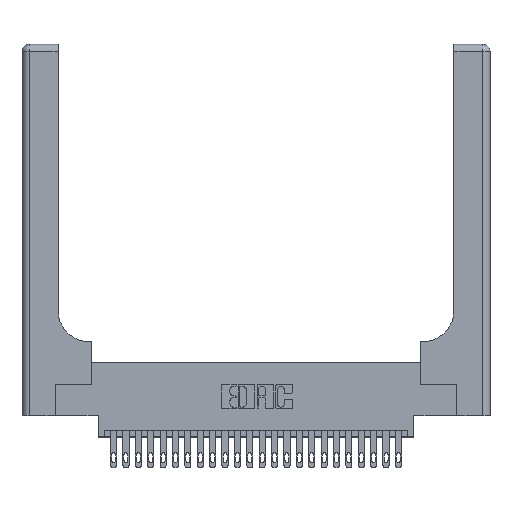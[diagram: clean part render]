
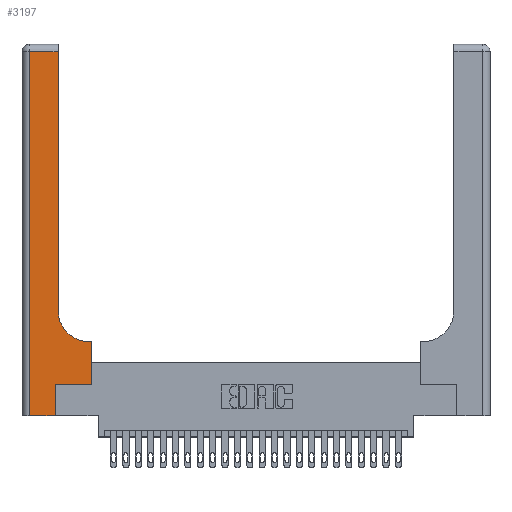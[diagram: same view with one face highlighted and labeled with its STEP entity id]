
A CAD part, top view. The second image highlights one B-rep face of the part: STEP entity #3197.
In plain terms, the highlighted planar face has unit normal (0, 0, 1).
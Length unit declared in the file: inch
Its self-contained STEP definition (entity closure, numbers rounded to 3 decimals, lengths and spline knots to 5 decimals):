
#534 = VERTEX_POINT ( 'NONE', #18991 ) ;
#711 = CARTESIAN_POINT ( 'NONE',  ( 0.5415, 0.6, 0.37 ) ) ;
#719 = VERTEX_POINT ( 'NONE', #9269 ) ;
#1715 = ORIENTED_EDGE ( 'NONE', *, *, #22320, .T. ) ;
#1992 = DIRECTION ( 'NONE',  ( 0., -1., 0. ) ) ;
#2077 = CARTESIAN_POINT ( 'NONE',  ( 0.2915, 3., 0.37 ) ) ;
#2795 = VECTOR ( 'NONE', #1992, 39.37008 ) ;
#3108 = VERTEX_POINT ( 'NONE', #711 ) ;
#3197 = ADVANCED_FACE ( 'NONE', ( #17998 ), #6492, .F. ) ;
#3413 = CARTESIAN_POINT ( 'NONE',  ( 0.2915, 0.85, 0.37 ) ) ;
#3489 = CARTESIAN_POINT ( 'NONE',  ( 0.269, 0.25, 0.37 ) ) ;
#3716 = LINE ( 'NONE', #3489, #14607 ) ;
#3874 = AXIS2_PLACEMENT_3D ( 'NONE', #23403, #15363, #4985 ) ;
#3916 = VERTEX_POINT ( 'NONE', #3413 ) ;
#4365 = VECTOR ( 'NONE', #19423, 39.37008 ) ;
#4577 = EDGE_CURVE ( 'NONE', #21551, #9248, #14739, .T. ) ;
#4936 = ORIENTED_EDGE ( 'NONE', *, *, #25254, .T. ) ;
#4985 = DIRECTION ( 'NONE',  ( 1., 0., 0. ) ) ;
#5078 = EDGE_CURVE ( 'NONE', #534, #17494, #13782, .T. ) ;
#5300 = DIRECTION ( 'NONE',  ( 1., 0., 0. ) ) ;
#5754 = CARTESIAN_POINT ( 'NONE',  ( 0., 0., 0.37 ) ) ;
#6492 = PLANE ( 'NONE',  #19878 ) ;
#6917 = EDGE_CURVE ( 'NONE', #17494, #23116, #24530, .T. ) ;
#7763 = EDGE_LOOP ( 'NONE', ( #20196, #15033, #4936, #10433, #12578, #9528, #12556, #21671, #1715 ) ) ;
#7930 = DIRECTION ( 'NONE',  ( -1., 0., 0. ) ) ;
#8372 = VERTEX_POINT ( 'NONE', #10141 ) ;
#8552 = DIRECTION ( 'NONE',  ( -1., 0., 0. ) ) ;
#9248 = VERTEX_POINT ( 'NONE', #21772 ) ;
#9269 = CARTESIAN_POINT ( 'NONE',  ( 0.06, 2.94, 0.37 ) ) ;
#9305 = VECTOR ( 'NONE', #25666, 39.37008 ) ;
#9528 = ORIENTED_EDGE ( 'NONE', *, *, #11053, .T. ) ;
#9567 = LINE ( 'NONE', #24384, #9880 ) ;
#9880 = VECTOR ( 'NONE', #7930, 39.37008 ) ;
#10141 = CARTESIAN_POINT ( 'NONE',  ( 0.2915, 2.94, 0.37 ) ) ;
#10433 = ORIENTED_EDGE ( 'NONE', *, *, #5078, .T. ) ;
#10465 = EDGE_CURVE ( 'NONE', #8372, #719, #20710, .T. ) ;
#10629 = CARTESIAN_POINT ( 'NONE',  ( 0.5585, 0.25, 0.37 ) ) ;
#11053 = EDGE_CURVE ( 'NONE', #23116, #21551, #3716, .T. ) ;
#12556 = ORIENTED_EDGE ( 'NONE', *, *, #4577, .T. ) ;
#12578 = ORIENTED_EDGE ( 'NONE', *, *, #6917, .T. ) ;
#12732 = CARTESIAN_POINT ( 'NONE',  ( 0.269, 0.25, 0.37 ) ) ;
#13782 = LINE ( 'NONE', #5754, #23367 ) ;
#13820 = DIRECTION ( 'NONE',  ( 1., 0., 0. ) ) ;
#14559 = DIRECTION ( 'NONE',  ( 0., 1., 0. ) ) ;
#14607 = VECTOR ( 'NONE', #5300, 39.37008 ) ;
#14739 = LINE ( 'NONE', #23957, #9305 ) ;
#15033 = ORIENTED_EDGE ( 'NONE', *, *, #10465, .T. ) ;
#15363 = DIRECTION ( 'NONE',  ( 0., 0., -1. ) ) ;
#16401 = DIRECTION ( 'NONE',  ( 0., 1., 0. ) ) ;
#16474 = EDGE_CURVE ( 'NONE', #9248, #3108, #9567, .T. ) ;
#17214 = LINE ( 'NONE', #2077, #22336 ) ;
#17494 = VERTEX_POINT ( 'NONE', #18617 ) ;
#17998 = FACE_OUTER_BOUND ( 'NONE', #7763, .T. ) ;
#18462 = VECTOR ( 'NONE', #14559, 39.37008 ) ;
#18617 = CARTESIAN_POINT ( 'NONE',  ( 0.269, 0., 0.37 ) ) ;
#18916 = CIRCLE ( 'NONE', #3874, 0.25 ) ;
#18991 = CARTESIAN_POINT ( 'NONE',  ( 0.06, 0., 0.37 ) ) ;
#19423 = DIRECTION ( 'NONE',  ( -1., 0., 0. ) ) ;
#19878 = AXIS2_PLACEMENT_3D ( 'NONE', #20994, #22970, #8552 ) ;
#20196 = ORIENTED_EDGE ( 'NONE', *, *, #25276, .T. ) ;
#20398 = LINE ( 'NONE', #20419, #2795 ) ;
#20419 = CARTESIAN_POINT ( 'NONE',  ( 0.06, 3., 0.37 ) ) ;
#20710 = LINE ( 'NONE', #21725, #4365 ) ;
#20994 = CARTESIAN_POINT ( 'NONE',  ( 0., 3., 0.37 ) ) ;
#21551 = VERTEX_POINT ( 'NONE', #10629 ) ;
#21671 = ORIENTED_EDGE ( 'NONE', *, *, #16474, .T. ) ;
#21725 = CARTESIAN_POINT ( 'NONE',  ( 0., 2.94, 0.37 ) ) ;
#21772 = CARTESIAN_POINT ( 'NONE',  ( 0.5585, 0.6, 0.37 ) ) ;
#22320 = EDGE_CURVE ( 'NONE', #3108, #3916, #18916, .T. ) ;
#22336 = VECTOR ( 'NONE', #16401, 39.37008 ) ;
#22907 = CARTESIAN_POINT ( 'NONE',  ( 0.269, 0., 0.37 ) ) ;
#22970 = DIRECTION ( 'NONE',  ( 0., 0., -1. ) ) ;
#23116 = VERTEX_POINT ( 'NONE', #12732 ) ;
#23367 = VECTOR ( 'NONE', #13820, 39.37008 ) ;
#23403 = CARTESIAN_POINT ( 'NONE',  ( 0.5415, 0.85, 0.37 ) ) ;
#23957 = CARTESIAN_POINT ( 'NONE',  ( 0.5585, 0.25, 0.37 ) ) ;
#24384 = CARTESIAN_POINT ( 'NONE',  ( 0.2915, 0.6, 0.37 ) ) ;
#24530 = LINE ( 'NONE', #22907, #18462 ) ;
#25254 = EDGE_CURVE ( 'NONE', #719, #534, #20398, .T. ) ;
#25276 = EDGE_CURVE ( 'NONE', #3916, #8372, #17214, .T. ) ;
#25666 = DIRECTION ( 'NONE',  ( 0., 1., 0. ) ) ;
